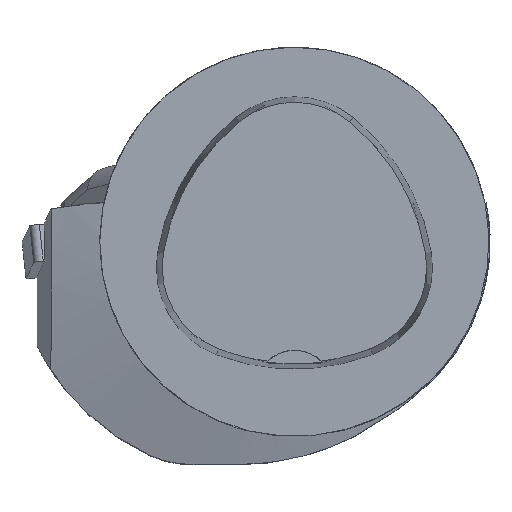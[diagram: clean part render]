
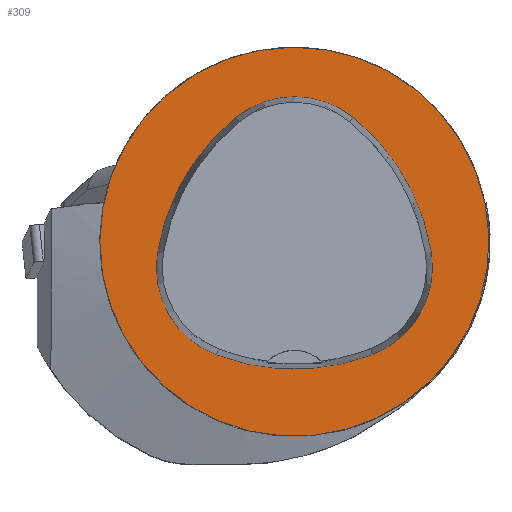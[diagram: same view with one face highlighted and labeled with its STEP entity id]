
A CAD part, top view. The second image highlights one B-rep face of the part: STEP entity #309.
In plain terms, the highlighted planar face has unit normal (0, 0, 1).
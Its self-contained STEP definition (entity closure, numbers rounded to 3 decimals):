
#309=ADVANCED_FACE('',(#717,#718),#385,.T.);
#385=PLANE('',#1882);
#717=FACE_BOUND('',#763,.T.);
#718=FACE_BOUND('',#764,.T.);
#763=EDGE_LOOP('',(#1023,#1024,#1025,#1026,#1027,#1028));
#764=EDGE_LOOP('',(#1029));
#1023=ORIENTED_EDGE('',*,*,#1596,.T.);
#1024=ORIENTED_EDGE('',*,*,#1576,.T.);
#1025=ORIENTED_EDGE('',*,*,#1580,.T.);
#1026=ORIENTED_EDGE('',*,*,#1583,.T.);
#1027=ORIENTED_EDGE('',*,*,#1586,.T.);
#1028=ORIENTED_EDGE('',*,*,#1594,.T.);
#1029=ORIENTED_EDGE('',*,*,#1566,.F.);
#1385=VERTEX_POINT('',#2754);
#1394=VERTEX_POINT('',#2774);
#1395=VERTEX_POINT('',#2775);
#1398=VERTEX_POINT('',#2783);
#1400=VERTEX_POINT('',#2789);
#1402=VERTEX_POINT('',#2795);
#1409=VERTEX_POINT('',#2816);
#1566=EDGE_CURVE('',#1385,#1385,#1711,.T.);
#1576=EDGE_CURVE('',#1394,#1395,#1712,.T.);
#1580=EDGE_CURVE('',#1395,#1398,#1714,.T.);
#1583=EDGE_CURVE('',#1398,#1400,#1716,.T.);
#1586=EDGE_CURVE('',#1400,#1402,#1718,.T.);
#1594=EDGE_CURVE('',#1402,#1409,#1722,.T.);
#1596=EDGE_CURVE('',#1409,#1394,#1724,.T.);
#1711=CIRCLE('',#1853,25.);
#1712=CIRCLE('',#1860,28.);
#1714=CIRCLE('',#1863,12.);
#1716=CIRCLE('',#1866,28.);
#1718=CIRCLE('',#1869,12.);
#1722=CIRCLE('',#1874,28.);
#1724=CIRCLE('',#1877,12.);
#1853=AXIS2_PLACEMENT_3D('',#2753,#2147,#2148);
#1860=AXIS2_PLACEMENT_3D('',#2773,#2165,#2166);
#1863=AXIS2_PLACEMENT_3D('',#2782,#2173,#2174);
#1866=AXIS2_PLACEMENT_3D('',#2788,#2180,#2181);
#1869=AXIS2_PLACEMENT_3D('',#2794,#2187,#2188);
#1874=AXIS2_PLACEMENT_3D('',#2817,#2199,#2200);
#1877=AXIS2_PLACEMENT_3D('',#2820,#2205,#2206);
#1882=AXIS2_PLACEMENT_3D('',#2825,#2215,#2216);
#2147=DIRECTION('',(0.,0.,-1.));
#2148=DIRECTION('',(-1.,0.,0.));
#2165=DIRECTION('',(0.,0.,-1.));
#2166=DIRECTION('',(-1.,0.,0.));
#2173=DIRECTION('',(0.,0.,-1.));
#2174=DIRECTION('',(-1.,0.,0.));
#2180=DIRECTION('',(0.,0.,-1.));
#2181=DIRECTION('',(-1.,0.,0.));
#2187=DIRECTION('',(0.,0.,-1.));
#2188=DIRECTION('',(-1.,0.,0.));
#2199=DIRECTION('',(0.,0.,-1.));
#2200=DIRECTION('',(-1.,0.,0.));
#2205=DIRECTION('',(0.,0.,-1.));
#2206=DIRECTION('',(-1.,0.,0.));
#2215=DIRECTION('',(0.,0.,1.));
#2216=DIRECTION('',(1.,0.,0.));
#2753=CARTESIAN_POINT('',(0.,0.,0.));
#2754=CARTESIAN_POINT('',(-25.,0.,0.));
#2773=CARTESIAN_POINT('',(10.068,-5.824,0.));
#2774=CARTESIAN_POINT('',(-17.584,-1.424,0.));
#2775=CARTESIAN_POINT('',(-7.531,15.953,0.));
#2782=CARTESIAN_POINT('',(0.011,6.62,0.));
#2783=CARTESIAN_POINT('',(7.567,15.942,0.));
#2788=CARTESIAN_POINT('',(-10.063,-5.81,0.));
#2789=CARTESIAN_POINT('',(17.59,-1.418,0.));
#2794=CARTESIAN_POINT('',(5.739,-3.3,0.));
#2795=CARTESIAN_POINT('',(10.05,-14.499,0.));
#2816=CARTESIAN_POINT('',(-10.025,-14.516,0.));
#2817=CARTESIAN_POINT('',(-0.01,11.631,0.));
#2820=CARTESIAN_POINT('',(-5.733,-3.31,0.));
#2825=CARTESIAN_POINT('',(0.,0.,0.));
